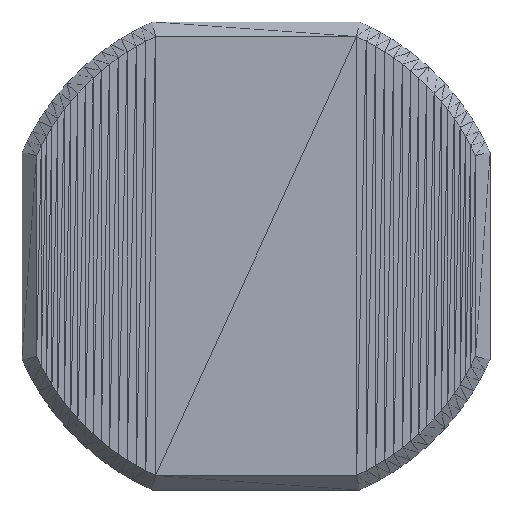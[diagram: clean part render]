
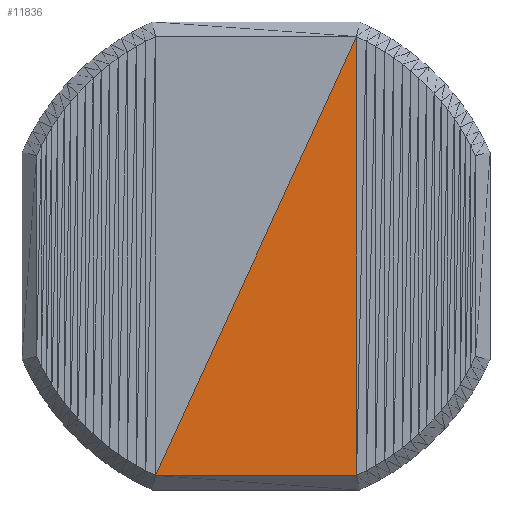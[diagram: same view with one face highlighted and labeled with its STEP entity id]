
A CAD part, front view. The second image highlights one B-rep face of the part: STEP entity #11836.
In plain terms, the highlighted planar face has unit normal (0, -1, 0).
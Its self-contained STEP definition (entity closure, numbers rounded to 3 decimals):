
#11811 = VERTEX_POINT('',#11812);
#11812 = CARTESIAN_POINT('',(-13.748,-22.999,-30.));
#11836 = ADVANCED_FACE('',(#11837),#11861,.T.);
#11837 = FACE_BOUND('',#11838,.T.);
#11838 = EDGE_LOOP('',(#11839,#11849,#11855));
#11839 = ORIENTED_EDGE('',*,*,#11840,.T.);
#11840 = EDGE_CURVE('',#11841,#11843,#11845,.T.);
#11841 = VERTEX_POINT('',#11842);
#11842 = CARTESIAN_POINT('',(13.748,-22.999,-30.));
#11843 = VERTEX_POINT('',#11844);
#11844 = CARTESIAN_POINT('',(13.748,-22.999,30.));
#11845 = LINE('',#11846,#11847);
#11846 = CARTESIAN_POINT('',(13.748,-22.999,-30.));
#11847 = VECTOR('',#11848,1.);
#11848 = DIRECTION('',(0.,0.,1.));
#11849 = ORIENTED_EDGE('',*,*,#11850,.T.);
#11850 = EDGE_CURVE('',#11843,#11811,#11851,.T.);
#11851 = LINE('',#11852,#11853);
#11852 = CARTESIAN_POINT('',(13.748,-22.999,30.));
#11853 = VECTOR('',#11854,1.);
#11854 = DIRECTION('',(-0.417,0.,-0.909));
#11855 = ORIENTED_EDGE('',*,*,#11856,.T.);
#11856 = EDGE_CURVE('',#11811,#11841,#11857,.T.);
#11857 = LINE('',#11858,#11859);
#11858 = CARTESIAN_POINT('',(-13.748,-22.999,-30.));
#11859 = VECTOR('',#11860,1.);
#11860 = DIRECTION('',(1.,0.,0.));
#11861 = PLANE('',#11862);
#11862 = AXIS2_PLACEMENT_3D('',#11863,#11864,#11865);
#11863 = CARTESIAN_POINT('',(5.374,-22.999,
    -5.374));
#11864 = DIRECTION('',(0.,-1.,0.));
#11865 = DIRECTION('',(-1.,0.,0.));
